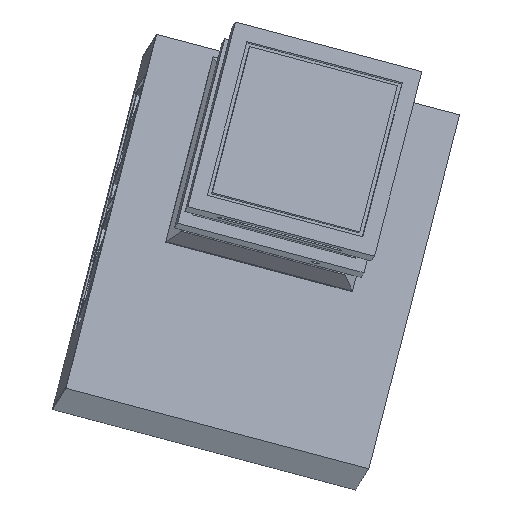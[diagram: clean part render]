
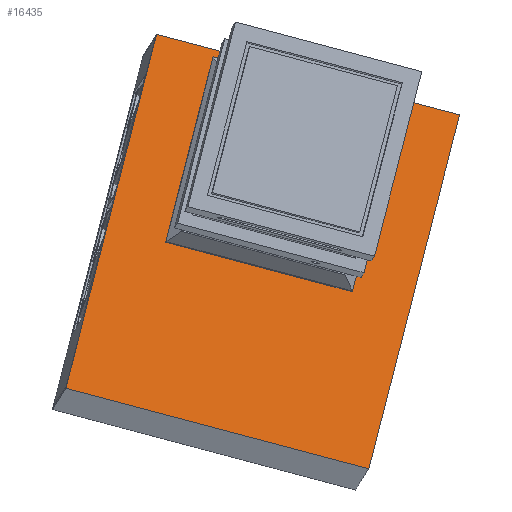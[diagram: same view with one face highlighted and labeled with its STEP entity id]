
A CAD part, top view. The second image highlights one B-rep face of the part: STEP entity #16435.
In plain terms, the highlighted face is planar.
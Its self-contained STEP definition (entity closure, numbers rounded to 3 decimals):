
#188=CIRCLE('',#17408,1.5);
#190=CIRCLE('',#17415,1.5);
#192=CIRCLE('',#17418,1.5);
#194=CIRCLE('',#17421,1.5);
#465=FACE_BOUND('',#1434,.T.);
#466=FACE_BOUND('',#1435,.T.);
#467=FACE_BOUND('',#1436,.T.);
#468=FACE_BOUND('',#1437,.T.);
#469=FACE_BOUND('',#1438,.T.);
#643=FACE_OUTER_BOUND('',#1433,.T.);
#1433=EDGE_LOOP('',(#11073,#11074,#11075,#11076));
#1434=EDGE_LOOP('',(#11077));
#1435=EDGE_LOOP('',(#11078,#11079,#11080,#11081));
#1436=EDGE_LOOP('',(#11082));
#1437=EDGE_LOOP('',(#11083));
#1438=EDGE_LOOP('',(#11084));
#2384=LINE('',#22603,#4627);
#2387=LINE('',#22609,#4630);
#2390=LINE('',#22615,#4633);
#2393=LINE('',#22619,#4636);
#2397=LINE('',#22644,#4640);
#2405=LINE('',#22660,#4648);
#2408=LINE('',#22666,#4651);
#2417=LINE('',#22682,#4660);
#4627=VECTOR('',#18469,10.);
#4630=VECTOR('',#18474,10.);
#4633=VECTOR('',#18479,10.);
#4636=VECTOR('',#18484,10.);
#4640=VECTOR('',#18508,10.);
#4648=VECTOR('',#18520,10.);
#4651=VECTOR('',#18525,10.);
#4660=VECTOR('',#18542,10.);
#6839=VERTEX_POINT('',#22594);
#6842=VERTEX_POINT('',#22600);
#6843=VERTEX_POINT('',#22602);
#6845=VERTEX_POINT('',#22608);
#6847=VERTEX_POINT('',#22614);
#6849=VERTEX_POINT('',#22623);
#6851=VERTEX_POINT('',#22628);
#6853=VERTEX_POINT('',#22633);
#6857=VERTEX_POINT('',#22641);
#6858=VERTEX_POINT('',#22643);
#6864=VERTEX_POINT('',#22659);
#6866=VERTEX_POINT('',#22665);
#8472=EDGE_CURVE('',#6839,#6839,#188,.T.);
#8475=EDGE_CURVE('',#6843,#6842,#2384,.T.);
#8478=EDGE_CURVE('',#6845,#6843,#2387,.T.);
#8481=EDGE_CURVE('',#6847,#6845,#2390,.T.);
#8484=EDGE_CURVE('',#6842,#6847,#2393,.T.);
#8486=EDGE_CURVE('',#6849,#6849,#190,.T.);
#8488=EDGE_CURVE('',#6851,#6851,#192,.T.);
#8490=EDGE_CURVE('',#6853,#6853,#194,.T.);
#8494=EDGE_CURVE('',#6858,#6857,#2397,.T.);
#8502=EDGE_CURVE('',#6858,#6864,#2405,.T.);
#8505=EDGE_CURVE('',#6866,#6864,#2408,.T.);
#8514=EDGE_CURVE('',#6866,#6857,#2417,.T.);
#11073=ORIENTED_EDGE('',*,*,#8494,.T.);
#11074=ORIENTED_EDGE('',*,*,#8514,.F.);
#11075=ORIENTED_EDGE('',*,*,#8505,.T.);
#11076=ORIENTED_EDGE('',*,*,#8502,.F.);
#11077=ORIENTED_EDGE('',*,*,#8472,.T.);
#11078=ORIENTED_EDGE('',*,*,#8475,.T.);
#11079=ORIENTED_EDGE('',*,*,#8484,.T.);
#11080=ORIENTED_EDGE('',*,*,#8481,.T.);
#11081=ORIENTED_EDGE('',*,*,#8478,.T.);
#11082=ORIENTED_EDGE('',*,*,#8486,.T.);
#11083=ORIENTED_EDGE('',*,*,#8488,.T.);
#11084=ORIENTED_EDGE('',*,*,#8490,.T.);
#15750=PLANE('',#17431);
#16435=ADVANCED_FACE('',(#643,#465,#466,#467,#468,#469),#15750,.F.);
#17408=AXIS2_PLACEMENT_3D('',#22595,#18463,#18464);
#17415=AXIS2_PLACEMENT_3D('',#22624,#18489,#18490);
#17418=AXIS2_PLACEMENT_3D('',#22629,#18495,#18496);
#17421=AXIS2_PLACEMENT_3D('',#22634,#18501,#18502);
#17431=AXIS2_PLACEMENT_3D('',#22684,#18545,#18546);
#18463=DIRECTION('center_axis',(0.,0.,1.));
#18464=DIRECTION('ref_axis',(1.,0.,0.));
#18469=DIRECTION('',(-1.,0.,0.));
#18474=DIRECTION('',(0.,1.,0.));
#18479=DIRECTION('',(1.,0.,0.));
#18484=DIRECTION('',(0.,-1.,0.));
#18489=DIRECTION('center_axis',(0.,0.,1.));
#18490=DIRECTION('ref_axis',(1.,0.,0.));
#18495=DIRECTION('center_axis',(0.,0.,1.));
#18496=DIRECTION('ref_axis',(1.,0.,0.));
#18501=DIRECTION('center_axis',(0.,0.,1.));
#18502=DIRECTION('ref_axis',(1.,0.,0.));
#18508=DIRECTION('',(-1.,0.,0.));
#18520=DIRECTION('',(0.,1.,0.));
#18525=DIRECTION('',(1.,0.,0.));
#18542=DIRECTION('',(0.,-1.,0.));
#18545=DIRECTION('center_axis',(0.,0.,1.));
#18546=DIRECTION('ref_axis',(1.,0.,0.));
#22594=CARTESIAN_POINT('',(70.75,57.486,0.));
#22595=CARTESIAN_POINT('Origin',(72.25,57.486,0.));
#22600=CARTESIAN_POINT('',(10.,134.25,0.));
#22602=CARTESIAN_POINT('',(90.,134.25,0.));
#22603=CARTESIAN_POINT('',(45.,134.25,0.));
#22608=CARTESIAN_POINT('',(90.,63.75,0.));
#22609=CARTESIAN_POINT('',(90.,99.,0.));
#22614=CARTESIAN_POINT('',(10.,63.75,0.));
#22615=CARTESIAN_POINT('',(5.,63.75,0.));
#22619=CARTESIAN_POINT('',(10.,116.625,0.));
#22623=CARTESIAN_POINT('',(26.25,57.486,0.));
#22624=CARTESIAN_POINT('Origin',(27.75,57.486,0.));
#22628=CARTESIAN_POINT('',(70.75,140.243,0.));
#22629=CARTESIAN_POINT('Origin',(72.25,140.243,0.));
#22633=CARTESIAN_POINT('',(26.25,140.243,0.));
#22634=CARTESIAN_POINT('Origin',(27.75,140.243,0.));
#22641=CARTESIAN_POINT('',(-115.,1.5,0.));
#22643=CARTESIAN_POINT('',(115.,1.5,0.));
#22644=CARTESIAN_POINT('',(0.,1.5,0.));
#22659=CARTESIAN_POINT('',(115.,196.5,0.));
#22660=CARTESIAN_POINT('',(115.,0.,0.));
#22665=CARTESIAN_POINT('',(-115.,196.5,0.));
#22666=CARTESIAN_POINT('',(0.,196.5,0.));
#22682=CARTESIAN_POINT('',(-115.,198.,0.));
#22684=CARTESIAN_POINT('Origin',(0.,99.,0.));
